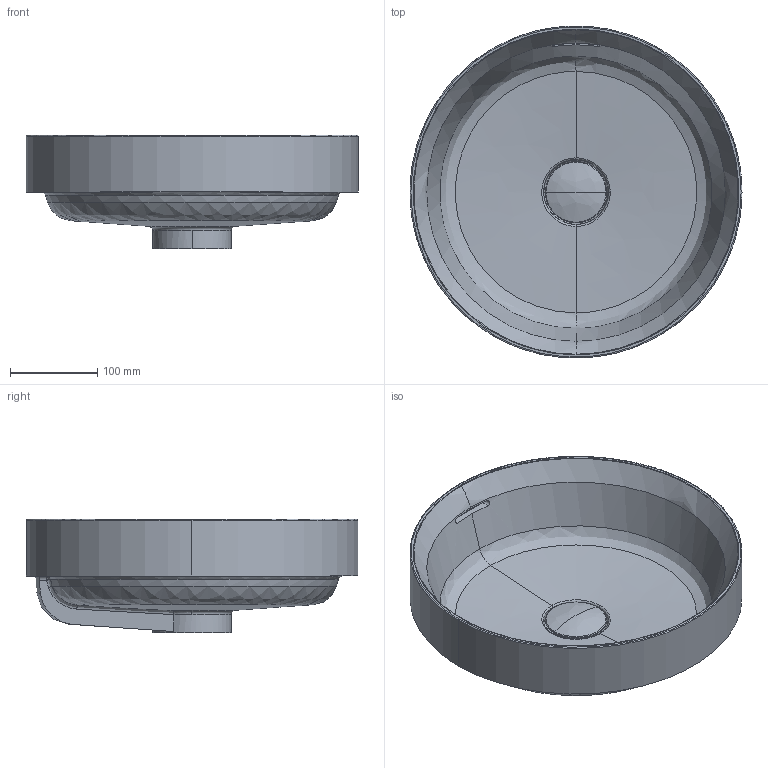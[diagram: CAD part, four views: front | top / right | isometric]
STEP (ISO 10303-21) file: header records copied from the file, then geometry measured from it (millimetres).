
FILE_DESCRIPTION(/* description */ (''),/* implementation_level */ '2;1');
FILE_NAME(/* name */ 'STEP - YL1634_1805781',/* time_stamp */ '2025-01-07T08:15:45+11:00',/* author */ (''),/* organization */ (''),/* preprocessor_version */ 'ST-DEVELOPER v16.5',/* originating_system */ 'Rhino 7.37',/* authorisation */ '');
FILE_SCHEMA (('AUTOMOTIVE_DESIGN'));
Length unit declared in the file: millimetre
Products named in the file (1): Document
Bounding box: 380 x 379.67 x 130 mm (x, y, z)
Volume: 2790385.2 mm3; surface area: 430761.1 mm2
Topology: 2 solids, 2 shells, 78 faces, 191 edges, 115 vertices
Faces by surface type: bspline 41, plane 22, cylinder 15
Entity records: 4653 total; most frequent: CARTESIAN_POINT 3489, ORIENTED_EDGE 378, EDGE_CURVE 189, VERTEX_POINT 115, B_SPLINE_CURVE_WITH_KNOTS 101, EDGE_LOOP 82, ADVANCED_FACE 78, FACE_OUTER_BOUND 78
